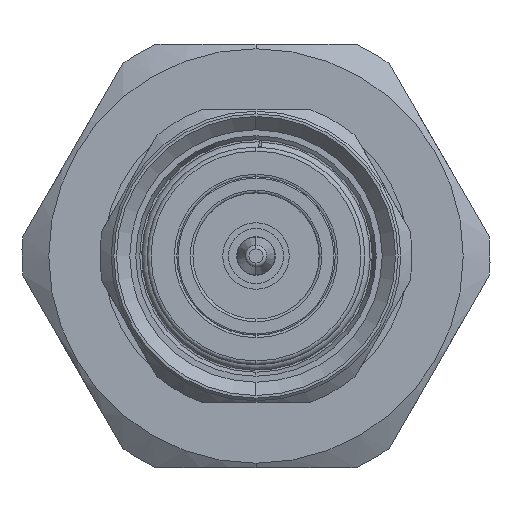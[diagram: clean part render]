
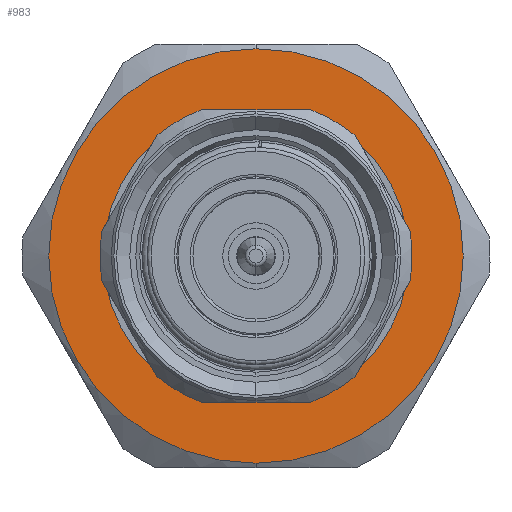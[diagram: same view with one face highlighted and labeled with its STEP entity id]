
A CAD part, left-side view. The second image highlights one B-rep face of the part: STEP entity #983.
In plain terms, the highlighted face is planar.
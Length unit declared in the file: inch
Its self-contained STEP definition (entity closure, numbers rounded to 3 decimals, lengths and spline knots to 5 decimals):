
#596 = VERTEX_POINT ( 'NONE', #7740 ) ;
#705 = CIRCLE ( 'NONE', #1052, 0.61435 ) ;
#983 = ADVANCED_FACE ( 'NONE', ( #2328, #10558 ), #3064, .T. ) ;
#1014 = VERTEX_POINT ( 'NONE', #4017 ) ;
#1052 = AXIS2_PLACEMENT_3D ( 'NONE', #6480, #5581, #9756 ) ;
#1078 = AXIS2_PLACEMENT_3D ( 'NONE', #10316, #3727, #2986 ) ;
#1485 = ORIENTED_EDGE ( 'NONE', *, *, #6857, .F. ) ;
#1847 = AXIS2_PLACEMENT_3D ( 'NONE', #5575, #6372, #4882 ) ;
#2328 = FACE_BOUND ( 'NONE', #4024, .T. ) ;
#2349 = CARTESIAN_POINT ( 'NONE',  ( 0.5748, 0., -0.3937 ) ) ;
#2461 = EDGE_CURVE ( 'NONE', #1014, #7025, #3309, .T. ) ;
#2769 = CIRCLE ( 'NONE', #4986, 0.3937 ) ;
#2986 = DIRECTION ( 'NONE',  ( 0., 0., -1. ) ) ;
#3064 = PLANE ( 'NONE',  #1847 ) ;
#3309 = CIRCLE ( 'NONE', #9128, 0.3937 ) ;
#3727 = DIRECTION ( 'NONE',  ( -1., 0., 0. ) ) ;
#4017 = CARTESIAN_POINT ( 'NONE',  ( 0.5748, 0., 0.3937 ) ) ;
#4024 = EDGE_LOOP ( 'NONE', ( #8104, #8854 ) ) ;
#4414 = EDGE_CURVE ( 'NONE', #7025, #1014, #2769, .T. ) ;
#4882 = DIRECTION ( 'NONE',  ( 0., 1., 0. ) ) ;
#4986 = AXIS2_PLACEMENT_3D ( 'NONE', #9533, #5568, #7871 ) ;
#5229 = VERTEX_POINT ( 'NONE', #7330 ) ;
#5524 = EDGE_CURVE ( 'NONE', #5229, #596, #705, .T. ) ;
#5568 = DIRECTION ( 'NONE',  ( 1., 0., 0. ) ) ;
#5575 = CARTESIAN_POINT ( 'NONE',  ( 0.5748, 0., 0. ) ) ;
#5581 = DIRECTION ( 'NONE',  ( -1., 0., 0. ) ) ;
#5636 = EDGE_LOOP ( 'NONE', ( #1485, #6233 ) ) ;
#6233 = ORIENTED_EDGE ( 'NONE', *, *, #5524, .F. ) ;
#6278 = CARTESIAN_POINT ( 'NONE',  ( 0.5748, 0., 0. ) ) ;
#6372 = DIRECTION ( 'NONE',  ( 1., 0., 0. ) ) ;
#6480 = CARTESIAN_POINT ( 'NONE',  ( 0.5748, 0., 0. ) ) ;
#6857 = EDGE_CURVE ( 'NONE', #596, #5229, #8423, .T. ) ;
#7025 = VERTEX_POINT ( 'NONE', #2349 ) ;
#7330 = CARTESIAN_POINT ( 'NONE',  ( 0.5748, 0., -0.61435 ) ) ;
#7740 = CARTESIAN_POINT ( 'NONE',  ( 0.5748, 0., 0.61435 ) ) ;
#7871 = DIRECTION ( 'NONE',  ( 0., 0., -1. ) ) ;
#8104 = ORIENTED_EDGE ( 'NONE', *, *, #2461, .F. ) ;
#8423 = CIRCLE ( 'NONE', #1078, 0.61435 ) ;
#8854 = ORIENTED_EDGE ( 'NONE', *, *, #4414, .F. ) ;
#9128 = AXIS2_PLACEMENT_3D ( 'NONE', #6278, #10524, #9557 ) ;
#9533 = CARTESIAN_POINT ( 'NONE',  ( 0.5748, 0., 0. ) ) ;
#9557 = DIRECTION ( 'NONE',  ( 0., 0., -1. ) ) ;
#9756 = DIRECTION ( 'NONE',  ( 0., 0., -1. ) ) ;
#10316 = CARTESIAN_POINT ( 'NONE',  ( 0.5748, 0., 0. ) ) ;
#10524 = DIRECTION ( 'NONE',  ( 1., 0., 0. ) ) ;
#10558 = FACE_OUTER_BOUND ( 'NONE', #5636, .T. ) ;
